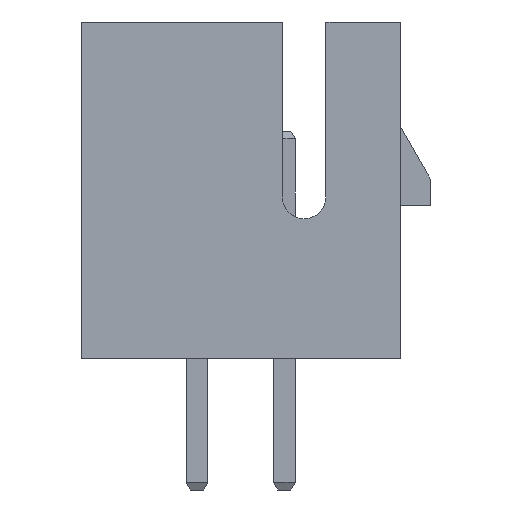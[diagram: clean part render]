
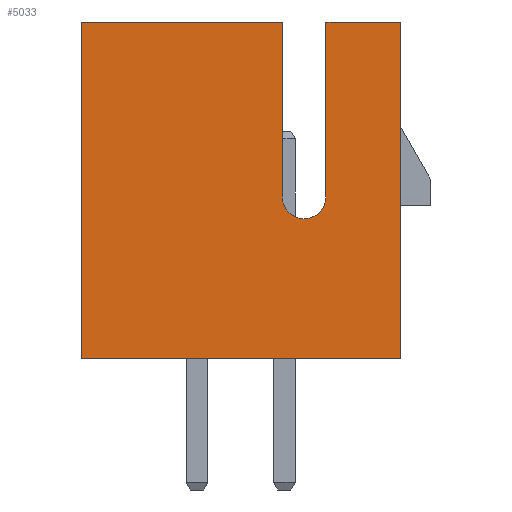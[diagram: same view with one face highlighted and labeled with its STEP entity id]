
A CAD part, left-side view. The second image highlights one B-rep face of the part: STEP entity #5033.
In plain terms, the highlighted planar face has unit normal (-1, 0, 0).
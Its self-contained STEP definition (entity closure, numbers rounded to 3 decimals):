
#9 = DIRECTION ( 'NONE',  ( 0., 0., 1. ) ) ;
#121 = VECTOR ( 'NONE', #3749, 1000. ) ;
#178 = ORIENTED_EDGE ( 'NONE', *, *, #4012, .T. ) ;
#196 = VERTEX_POINT ( 'NONE', #2217 ) ;
#205 = EDGE_CURVE ( 'NONE', #196, #4762, #1349, .T. ) ;
#388 = CARTESIAN_POINT ( 'NONE',  ( -8., -3.65, 0. ) ) ;
#401 = ORIENTED_EDGE ( 'NONE', *, *, #205, .T. ) ;
#452 = LINE ( 'NONE', #388, #4592 ) ;
#487 = CARTESIAN_POINT ( 'NONE',  ( -8., -3.65, 0. ) ) ;
#749 = CARTESIAN_POINT ( 'NONE',  ( -8., 3.65, 0. ) ) ;
#843 = DIRECTION ( 'NONE',  ( 0., 0., -1. ) ) ;
#909 = AXIS2_PLACEMENT_3D ( 'NONE', #1924, #1568, #9 ) ;
#911 = ORIENTED_EDGE ( 'NONE', *, *, #1621, .T. ) ;
#923 = PLANE ( 'NONE',  #909 ) ;
#1184 = VERTEX_POINT ( 'NONE', #3433 ) ;
#1282 = LINE ( 'NONE', #3211, #3242 ) ;
#1349 = LINE ( 'NONE', #2184, #121 ) ;
#1568 = DIRECTION ( 'NONE',  ( -1., 0., 0. ) ) ;
#1621 = EDGE_CURVE ( 'NONE', #1664, #3793, #5008, .T. ) ;
#1651 = CARTESIAN_POINT ( 'NONE',  ( -8., -0.95, 0. ) ) ;
#1652 = VERTEX_POINT ( 'NONE', #1970 ) ;
#1664 = VERTEX_POINT ( 'NONE', #4607 ) ;
#1672 = EDGE_CURVE ( 'NONE', #1652, #4913, #3575, .T. ) ;
#1704 = DIRECTION ( 'NONE',  ( 0., 0., 1. ) ) ;
#1880 = LINE ( 'NONE', #749, #4559 ) ;
#1886 = DIRECTION ( 'NONE',  ( 1., 0., 0. ) ) ;
#1924 = CARTESIAN_POINT ( 'NONE',  ( -8., 3.65, 0. ) ) ;
#1937 = DIRECTION ( 'NONE',  ( 0., 0., 1. ) ) ;
#1960 = VECTOR ( 'NONE', #3319, 1000. ) ;
#1963 = ORIENTED_EDGE ( 'NONE', *, *, #2554, .T. ) ;
#1970 = CARTESIAN_POINT ( 'NONE',  ( -8., -1.95, 3.7 ) ) ;
#1984 = EDGE_CURVE ( 'NONE', #1664, #4762, #1880, .T. ) ;
#2046 = CARTESIAN_POINT ( 'NONE',  ( -8., -1.95, 7.7 ) ) ;
#2184 = CARTESIAN_POINT ( 'NONE',  ( -8., 3.65, 7.7 ) ) ;
#2217 = CARTESIAN_POINT ( 'NONE',  ( -8., -0.95, 7.7 ) ) ;
#2255 = DIRECTION ( 'NONE',  ( 0., -1., 0. ) ) ;
#2379 = ORIENTED_EDGE ( 'NONE', *, *, #4386, .F. ) ;
#2409 = ORIENTED_EDGE ( 'NONE', *, *, #2858, .T. ) ;
#2511 = LINE ( 'NONE', #4094, #1960 ) ;
#2554 = EDGE_CURVE ( 'NONE', #2591, #1652, #1282, .T. ) ;
#2591 = VERTEX_POINT ( 'NONE', #2046 ) ;
#2673 = EDGE_LOOP ( 'NONE', ( #3282, #2409, #401, #3903, #911, #2379, #178, #1963 ) ) ;
#2675 = VECTOR ( 'NONE', #2255, 1000. ) ;
#2796 = LINE ( 'NONE', #1651, #2920 ) ;
#2858 = EDGE_CURVE ( 'NONE', #4913, #196, #2796, .T. ) ;
#2920 = VECTOR ( 'NONE', #1704, 1000. ) ;
#2992 = CARTESIAN_POINT ( 'NONE',  ( -8., 0., 0. ) ) ;
#3211 = CARTESIAN_POINT ( 'NONE',  ( -8., -1.95, 0. ) ) ;
#3242 = VECTOR ( 'NONE', #843, 1000. ) ;
#3282 = ORIENTED_EDGE ( 'NONE', *, *, #1672, .T. ) ;
#3319 = DIRECTION ( 'NONE',  ( 0., 1., 0. ) ) ;
#3321 = AXIS2_PLACEMENT_3D ( 'NONE', #3935, #1886, #1937 ) ;
#3350 = CARTESIAN_POINT ( 'NONE',  ( -8., 3.65, 7.7 ) ) ;
#3433 = CARTESIAN_POINT ( 'NONE',  ( -8., -3.65, 7.7 ) ) ;
#3575 = CIRCLE ( 'NONE', #3321, 0.5 ) ;
#3749 = DIRECTION ( 'NONE',  ( 0., 1., 0. ) ) ;
#3793 = VERTEX_POINT ( 'NONE', #487 ) ;
#3881 = DIRECTION ( 'NONE',  ( 0., 0., 1. ) ) ;
#3903 = ORIENTED_EDGE ( 'NONE', *, *, #1984, .F. ) ;
#3935 = CARTESIAN_POINT ( 'NONE',  ( -8., -1.45, 3.7 ) ) ;
#4012 = EDGE_CURVE ( 'NONE', #1184, #2591, #2511, .T. ) ;
#4059 = FACE_OUTER_BOUND ( 'NONE', #2673, .T. ) ;
#4094 = CARTESIAN_POINT ( 'NONE',  ( -8., 3.65, 7.7 ) ) ;
#4372 = CARTESIAN_POINT ( 'NONE',  ( -8., -0.95, 3.7 ) ) ;
#4383 = DIRECTION ( 'NONE',  ( 0., 0., -1. ) ) ;
#4386 = EDGE_CURVE ( 'NONE', #1184, #3793, #452, .T. ) ;
#4559 = VECTOR ( 'NONE', #3881, 1000. ) ;
#4592 = VECTOR ( 'NONE', #4383, 1000. ) ;
#4607 = CARTESIAN_POINT ( 'NONE',  ( -8., 3.65, 0. ) ) ;
#4762 = VERTEX_POINT ( 'NONE', #3350 ) ;
#4913 = VERTEX_POINT ( 'NONE', #4372 ) ;
#5008 = LINE ( 'NONE', #2992, #2675 ) ;
#5033 = ADVANCED_FACE ( 'NONE', ( #4059 ), #923, .T. ) ;
